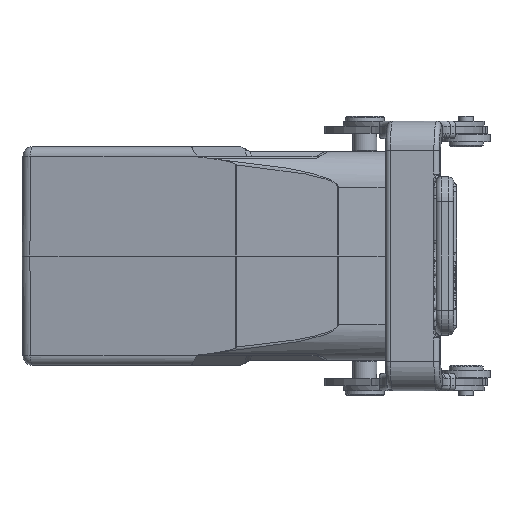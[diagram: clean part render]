
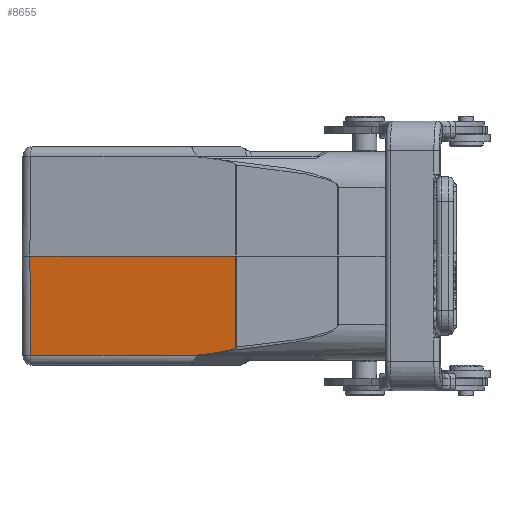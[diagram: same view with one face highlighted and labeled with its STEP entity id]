
A CAD part, left-side view. The second image highlights one B-rep face of the part: STEP entity #8655.
In plain terms, the highlighted planar face has unit normal (-0.982, 0.191, -0.009).
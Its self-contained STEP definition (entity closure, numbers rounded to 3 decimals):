
#7955=ELLIPSE('',#34429,10.482,2.);
#7956=ELLIPSE('',#34431,39.308,7.5);
#8655=ADVANCED_FACE('',(#11033),#10189,.T.);
#10189=PLANE('',#34432);
#11033=FACE_OUTER_BOUND('',#12466,.T.);
#12466=EDGE_LOOP('',(#20198,#20199,#20200,#20201,#20202,#20203,#20204,#20205));
#14132=B_SPLINE_CURVE_WITH_KNOTS('',3,(#45087,#45088,#45089,#45090,#45091,
#45092,#45093,#45094,#45095,#45096,#45097,#45098,#45099,#45100,#45101,#45102),
 .UNSPECIFIED.,.F.,.F.,(4,3,3,3,3,4),(0.,0.437,0.715,
0.893,0.979,1.),.UNSPECIFIED.);
#15048=LINE('',#45155,#17322);
#15050=LINE('',#45164,#17324);
#15077=LINE('',#45254,#17351);
#15079=LINE('',#45260,#17353);
#15080=LINE('',#45262,#17354);
#17322=VECTOR('',#37445,1.);
#17324=VECTOR('',#37453,1.);
#17351=VECTOR('',#37542,1.);
#17353=VECTOR('',#37550,1.);
#17354=VECTOR('',#37551,1.);
#20198=ORIENTED_EDGE('',*,*,#29897,.T.);
#20199=ORIENTED_EDGE('',*,*,#29899,.T.);
#20200=ORIENTED_EDGE('',*,*,#29951,.F.);
#20201=ORIENTED_EDGE('',*,*,#29952,.F.);
#20202=ORIENTED_EDGE('',*,*,#29903,.T.);
#20203=ORIENTED_EDGE('',*,*,#29948,.T.);
#20204=ORIENTED_EDGE('',*,*,#29950,.T.);
#20205=ORIENTED_EDGE('',*,*,#29953,.T.);
#27268=VERTEX_POINT('',#45067);
#27270=VERTEX_POINT('',#45086);
#27271=VERTEX_POINT('',#45156);
#27274=VERTEX_POINT('',#45163);
#27275=VERTEX_POINT('',#45165);
#27306=VERTEX_POINT('',#45253);
#27307=VERTEX_POINT('',#45257);
#27308=VERTEX_POINT('',#45261);
#29897=EDGE_CURVE('',#27268,#27270,#14132,.T.);
#29899=EDGE_CURVE('',#27270,#27271,#15048,.T.);
#29903=EDGE_CURVE('',#27275,#27274,#15050,.T.);
#29948=EDGE_CURVE('',#27274,#27306,#15077,.T.);
#29950=EDGE_CURVE('',#27306,#27307,#7955,.T.);
#29951=EDGE_CURVE('',#27308,#27271,#15079,.T.);
#29952=EDGE_CURVE('',#27275,#27308,#15080,.T.);
#29953=EDGE_CURVE('',#27307,#27268,#7956,.T.);
#34429=AXIS2_PLACEMENT_3D('',#45258,#37546,#37547);
#34431=AXIS2_PLACEMENT_3D('',#45263,#37552,#37553);
#34432=AXIS2_PLACEMENT_3D('',#45264,#37554,#37555);
#37445=DIRECTION('',(-0.009,0.001,1.));
#37453=DIRECTION('',(-0.191,-0.982,0.));
#37542=DIRECTION('',(-0.13,-0.634,0.763));
#37546=DIRECTION('',(-0.982,0.191,-0.009));
#37547=DIRECTION('',(0.191,0.982,0.002));
#37550=DIRECTION('',(-0.191,-0.982,0.));
#37551=DIRECTION('',(-0.007,0.009,1.));
#37552=DIRECTION('',(-0.982,0.191,-0.009));
#37553=DIRECTION('',(0.191,0.982,0.002));
#37554=DIRECTION('',(-0.982,0.191,-0.009));
#37555=DIRECTION('',(-0.191,-0.982,0.));
#45067=CARTESIAN_POINT('',(-43.861,3.676,-19.818));
#45086=CARTESIAN_POINT('',(-44.58,0.024,-18.83));
#45087=CARTESIAN_POINT('',(-43.861,3.676,-19.818));
#45088=CARTESIAN_POINT('',(-43.968,3.128,-19.73));
#45089=CARTESIAN_POINT('',(-44.076,2.582,-19.633));
#45090=CARTESIAN_POINT('',(-44.182,2.039,-19.517));
#45091=CARTESIAN_POINT('',(-44.25,1.695,-19.443));
#45092=CARTESIAN_POINT('',(-44.317,1.351,-19.362));
#45093=CARTESIAN_POINT('',(-44.384,1.012,-19.265));
#45094=CARTESIAN_POINT('',(-44.427,0.796,-19.202));
#45095=CARTESIAN_POINT('',(-44.469,0.579,-19.134));
#45096=CARTESIAN_POINT('',(-44.51,0.372,-19.043));
#45097=CARTESIAN_POINT('',(-44.53,0.272,-19.));
#45098=CARTESIAN_POINT('',(-44.55,0.172,-18.952));
#45099=CARTESIAN_POINT('',(-44.567,0.085,-18.885));
#45100=CARTESIAN_POINT('',(-44.572,0.063,-18.869));
#45101=CARTESIAN_POINT('',(-44.576,0.042,-18.851));
#45102=CARTESIAN_POINT('',(-44.58,0.024,-18.83));
#45155=CARTESIAN_POINT('',(-44.743,0.048,0.003));
#45156=CARTESIAN_POINT('',(-44.743,0.048,0.));
#45163=CARTESIAN_POINT('',(-43.023,7.954,-20.517));
#45164=CARTESIAN_POINT('',(-45.944,-7.069,-20.517));
#45165=CARTESIAN_POINT('',(-36.366,42.203,-20.517));
#45253=CARTESIAN_POINT('',(-43.052,7.814,-20.349));
#45254=CARTESIAN_POINT('',(-43.023,7.954,-20.517));
#45257=CARTESIAN_POINT('',(-43.44,5.83,-20.136));
#45258=CARTESIAN_POINT('',(-42.29,11.82,-18.5));
#45260=CARTESIAN_POINT('',(-36.514,42.382,0.));
#45261=CARTESIAN_POINT('',(-36.514,42.382,0.));
#45262=CARTESIAN_POINT('',(-36.511,42.379,-0.362));
#45263=CARTESIAN_POINT('',(-39.128,28.295,-14.));
#45264=CARTESIAN_POINT('',(-46.119,-7.035,0.));
